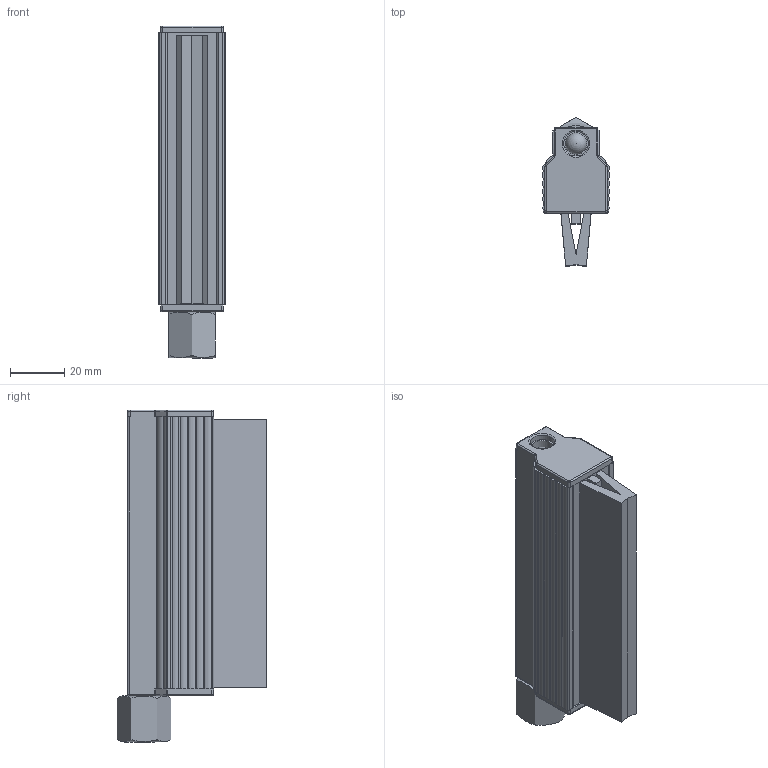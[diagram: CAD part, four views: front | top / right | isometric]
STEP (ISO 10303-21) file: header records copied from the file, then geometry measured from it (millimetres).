
FILE_DESCRIPTION((''),'2;1');
FILE_NAME('2037-S_Buerste_Anschluss_seitlich_L100.stp','2011-12-05T10:04:39',('pascalzweiacker'),(''),'Autodesk Inventor 2012','Autodesk Inventor 2012','');
FILE_SCHEMA(('AUTOMOTIVE_DESIGN { 1 0 10303 214 1 1 1 1 }'));
Length unit declared in the file: millimetre
Products named in the file (1): 2037-S_Buerste_Anschluss_seitlich_L100
Bounding box: 24.71 x 54.82 x 122 mm (x, y, z)
Volume: 82005.3 mm3; surface area: 25955.8 mm2
Topology: 2 solids, 3 shells, 178 faces, 450 edges, 280 vertices
Faces by surface type: cylinder 80, plane 73, torus 10, sphere 8, bspline 4, cone 3
Full cylindrical faces by diameter (mm): 3 x2, 5 x1, 8 x2, 8.4 x1, 9 x2, 11.6 x1, 13 x1, 14.723 x1
Entity records: 5544 total; most frequent: CARTESIAN_POINT 1287, DIRECTION 938, ORIENTED_EDGE 838, EDGE_CURVE 419, AXIS2_PLACEMENT_3D 365, VERTEX_POINT 270, VECTOR 208, LINE 208
